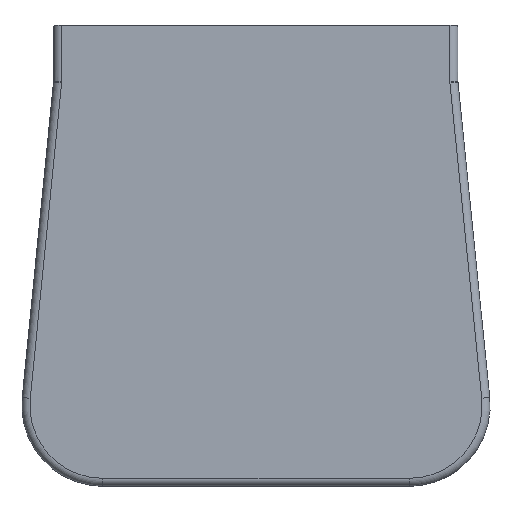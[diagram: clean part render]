
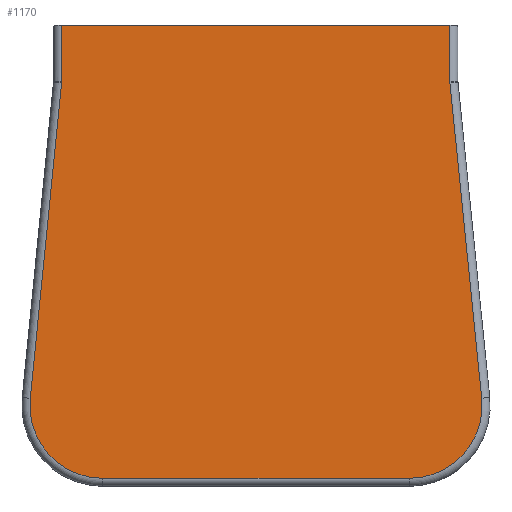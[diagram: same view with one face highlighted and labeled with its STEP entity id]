
A CAD part, front view. The second image highlights one B-rep face of the part: STEP entity #1170.
In plain terms, the highlighted planar face has unit normal (0, -1, 0).
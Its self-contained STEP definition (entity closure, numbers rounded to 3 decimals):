
#27=PLANE('',#1286);
#80=LINE('',#1780,#164);
#84=LINE('',#1858,#168);
#86=LINE('',#1870,#170);
#88=LINE('',#1879,#172);
#91=LINE('',#1896,#175);
#118=LINE('',#2086,#202);
#164=VECTOR('',#1390,3.475);
#168=VECTOR('',#1416,19.578);
#170=VECTOR('',#1430,18.95);
#172=VECTOR('',#1442,19.572);
#175=VECTOR('',#1447,3.475);
#202=VECTOR('',#1552,24.);
#309=FACE_OUTER_BOUND('',#383,.T.);
#383=EDGE_LOOP('',(#914,#915,#916,#917,#918,#919,#920,#921,#922,#923));
#433=CIRCLE('',#1219,1.);
#439=CIRCLE('',#1228,1.);
#443=CIRCLE('',#1237,4.5);
#447=CIRCLE('',#1243,4.5);
#491=VERTEX_POINT('',#1763);
#493=VERTEX_POINT('',#1767);
#497=VERTEX_POINT('',#1778);
#500=VERTEX_POINT('',#1795);
#502=VERTEX_POINT('',#1799);
#508=VERTEX_POINT('',#1856);
#510=VERTEX_POINT('',#1862);
#512=VERTEX_POINT('',#1868);
#514=VERTEX_POINT('',#1874);
#517=VERTEX_POINT('',#1895);
#601=EDGE_CURVE('',#493,#491,#433,.T.);
#606=EDGE_CURVE('',#497,#493,#80,.T.);
#612=EDGE_CURVE('',#502,#500,#439,.T.);
#620=EDGE_CURVE('',#508,#502,#84,.T.);
#623=EDGE_CURVE('',#510,#508,#443,.T.);
#626=EDGE_CURVE('',#512,#510,#86,.T.);
#629=EDGE_CURVE('',#514,#512,#447,.T.);
#631=EDGE_CURVE('',#491,#514,#88,.T.);
#635=EDGE_CURVE('',#500,#517,#91,.T.);
#688=EDGE_CURVE('',#497,#517,#118,.T.);
#914=ORIENTED_EDGE('',*,*,#606,.F.);
#915=ORIENTED_EDGE('',*,*,#688,.T.);
#916=ORIENTED_EDGE('',*,*,#635,.F.);
#917=ORIENTED_EDGE('',*,*,#612,.F.);
#918=ORIENTED_EDGE('',*,*,#620,.F.);
#919=ORIENTED_EDGE('',*,*,#623,.F.);
#920=ORIENTED_EDGE('',*,*,#626,.F.);
#921=ORIENTED_EDGE('',*,*,#629,.F.);
#922=ORIENTED_EDGE('',*,*,#631,.F.);
#923=ORIENTED_EDGE('',*,*,#601,.F.);
#1170=ADVANCED_FACE('',(#309),#27,.T.);
#1219=AXIS2_PLACEMENT_3D('',#1769,#1378,#1379);
#1228=AXIS2_PLACEMENT_3D('',#1801,#1400,#1401);
#1237=AXIS2_PLACEMENT_3D('',#1864,#1422,#1423);
#1243=AXIS2_PLACEMENT_3D('',#1876,#1436,#1437);
#1286=AXIS2_PLACEMENT_3D('',#2087,#1553,#1554);
#1378=DIRECTION('center_axis',(0.,-1.,0.));
#1379=DIRECTION('ref_axis',(-0.999,0.,-0.05));
#1390=DIRECTION('',(0.,0.,-1.));
#1400=DIRECTION('center_axis',(0.,-1.,0.));
#1401=DIRECTION('ref_axis',(0.999,0.,-0.049));
#1416=DIRECTION('',(0.099,0.,0.995));
#1422=DIRECTION('center_axis',(0.,1.,0.));
#1423=DIRECTION('ref_axis',(-0.741,0.,-0.671));
#1430=DIRECTION('',(-1.,0.,0.));
#1436=DIRECTION('center_axis',(0.,1.,0.));
#1437=DIRECTION('ref_axis',(0.742,0.,-0.671));
#1442=DIRECTION('',(0.1,0.,-0.995));
#1447=DIRECTION('',(0.,0.,1.));
#1552=DIRECTION('',(-1.,0.,0.));
#1553=DIRECTION('center_axis',(0.,-1.,0.));
#1554=DIRECTION('ref_axis',(0.,0.,-1.));
#1763=CARTESIAN_POINT('',(2.636,-34.5,0.64));
#1767=CARTESIAN_POINT('',(2.631,-34.5,0.74));
#1769=CARTESIAN_POINT('Origin',(3.631,-34.5,0.74));
#1778=CARTESIAN_POINT('',(2.631,-34.5,4.215));
#1780=CARTESIAN_POINT('',(2.631,-34.5,1.59));
#1795=CARTESIAN_POINT('',(-21.369,-34.5,0.74));
#1799=CARTESIAN_POINT('',(-21.374,-34.5,0.641));
#1801=CARTESIAN_POINT('Origin',(-22.369,-34.5,0.74));
#1856=CARTESIAN_POINT('',(-23.306,-34.5,-18.841));
#1858=CARTESIAN_POINT('',(-21.225,-34.5,2.146));
#1862=CARTESIAN_POINT('',(-18.828,-34.5,-23.785));
#1864=CARTESIAN_POINT('Origin',(-18.828,-34.5,-19.285));
#1868=CARTESIAN_POINT('',(0.122,-34.5,-23.785));
#1870=CARTESIAN_POINT('',(-16.859,-34.5,-23.785));
#1874=CARTESIAN_POINT('',(4.6,-34.5,-18.834));
#1876=CARTESIAN_POINT('Origin',(0.122,-34.5,-19.285));
#1879=CARTESIAN_POINT('',(3.744,-34.5,-10.345));
#1895=CARTESIAN_POINT('',(-21.369,-34.5,4.215));
#1896=CARTESIAN_POINT('',(-21.369,-34.5,3.34));
#2086=CARTESIAN_POINT('',(3.131,-34.5,4.215));
#2087=CARTESIAN_POINT('Origin',(-9.369,-34.5,2.465));
